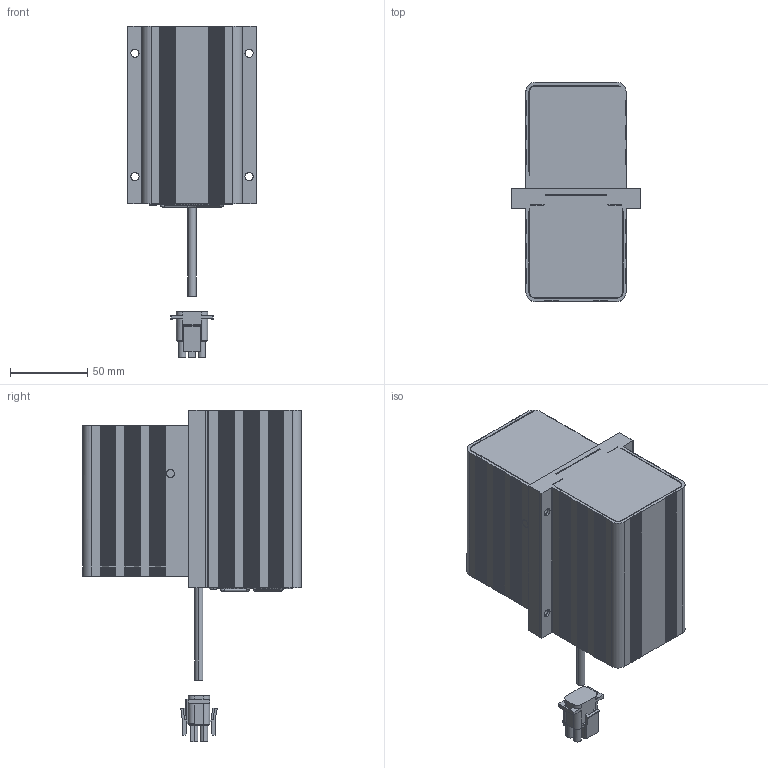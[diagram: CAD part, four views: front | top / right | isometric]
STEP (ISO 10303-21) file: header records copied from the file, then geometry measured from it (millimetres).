
FILE_DESCRIPTION (( 'STEP AP214' ), '1' );
FILE_NAME ('錨璃2.STEP', '2018-11-23T08:34:25', ( '' ), ( '' ), 'SwSTEP 2.0', 'SolidWorks 2016', '' );
FILE_SCHEMA (( 'AUTOMOTIVE_DESIGN' ));
Length unit declared in the file: millimetre
Products named in the file (1): 錨璃2
Bounding box: 84 x 142 x 214.97 mm (x, y, z)
Volume: 785874.7 mm3; surface area: 225080.1 mm2
Topology: 30 solids, 30 shells, 2681 faces, 7419 edges, 4780 vertices
Faces by surface type: plane 1249, bspline 685, cylinder 678, cone 65, torus 4
Entity records: 140564 total; most frequent: CARTESIAN_POINT 80833, ORIENTED_EDGE 14750, DIRECTION 8797, EDGE_CURVE 7375, VERTEX_POINT 4780, B_SPLINE_CURVE_WITH_KNOTS 3600, AXIS2_PLACEMENT_3D 3152, EDGE_LOOP 2841
